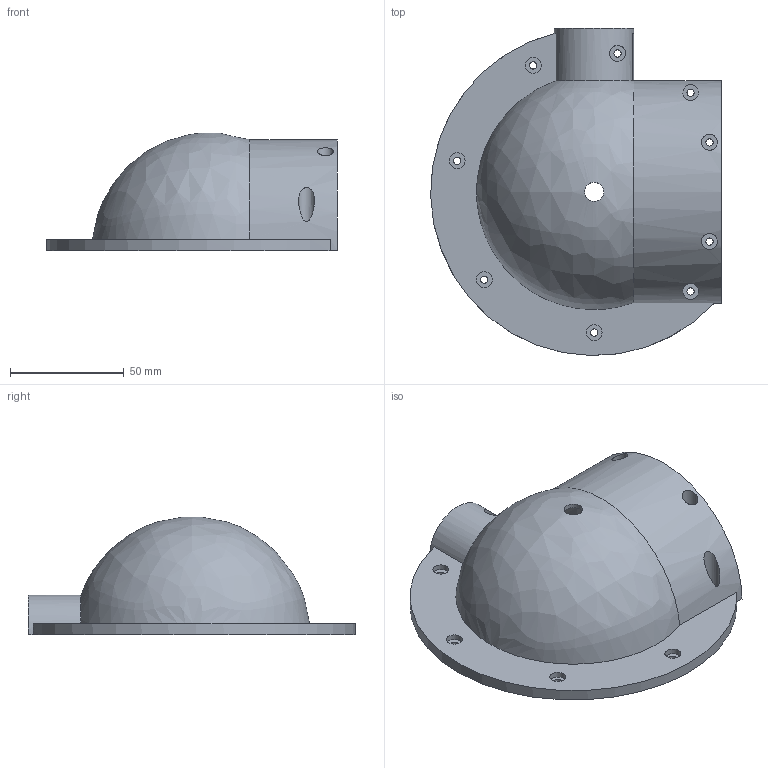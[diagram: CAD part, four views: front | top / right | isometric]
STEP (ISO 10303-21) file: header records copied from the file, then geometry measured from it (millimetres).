
FILE_DESCRIPTION(/* description */ (''),/* implementation_level */ '2;1');
FILE_NAME(/* name */ 'Ulbricht-Sphere1_part1',/* time_stamp */ '2025-08-02T15:34:26+02:00',/* author */ (''),/* organization */ (''),/* preprocessor_version */ 'ST-DEVELOPER v19.2',/* originating_system */ 'Rhino 8.22',/* authorisation */ '');
FILE_SCHEMA (('CONFIG_CONTROL_DESIGN'));
Length unit declared in the file: millimetre
Products named in the file (1): Document
Bounding box: 127.98 x 143.98 x 51.83 mm (x, y, z)
Volume: 127267.4 mm3; surface area: 52552.6 mm2
Topology: 1 solids, 1 shells, 42 faces, 99 edges, 66 vertices
Faces by surface type: cylinder 24, plane 14, bspline 4
Full cylindrical faces by diameter (mm): 3.2 x9, 7 x9, 8.3 x1
Entity records: 1606 total; most frequent: CARTESIAN_POINT 649, ORIENTED_EDGE 194, DIRECTION 130, EDGE_CURVE 97, AXIS2_PLACEMENT_3D 84, EDGE_LOOP 71, VERTEX_POINT 66, CIRCLE 44
